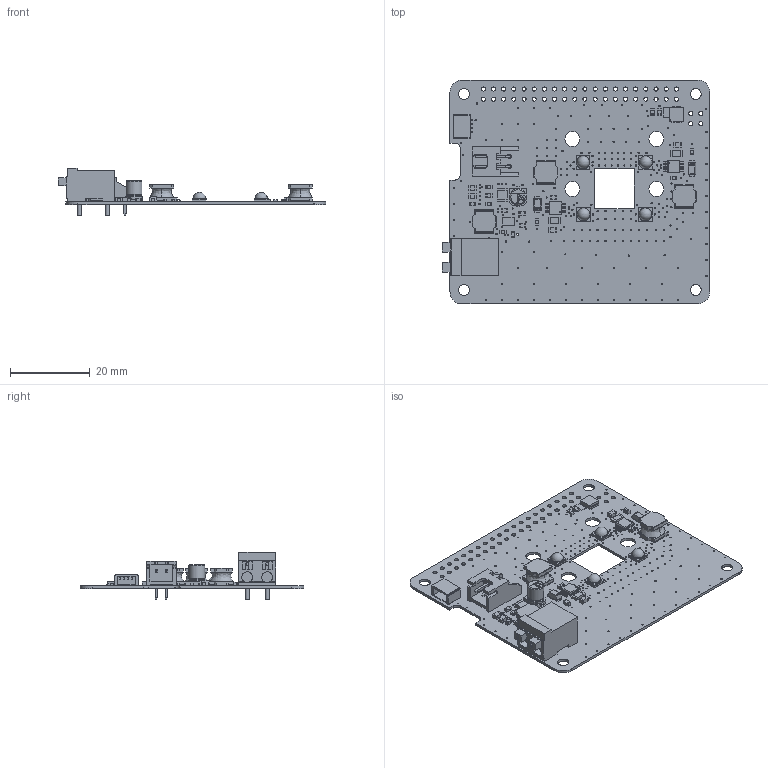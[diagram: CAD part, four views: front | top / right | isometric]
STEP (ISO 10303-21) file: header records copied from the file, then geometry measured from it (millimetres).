
FILE_DESCRIPTION(/* description */ (''),/* implementation_level */ '2;1');
FILE_NAME(/* name */ 'VIS-90000-R03 - SnakeEyes RPi Vision Board v9.step',/* time_stamp */ '2021-12-28T22:20:34-06:00',/* author */ (''),/* organization */ (''),/* preprocessor_version */ 'ST-DEVELOPER v18.1',/* originating_system */ 'Autodesk Translation Framework v10.10.0.1391',/* authorisation */ '');
FILE_SCHEMA (('AUTOMOTIVE_DESIGN { 1 0 10303 214 3 1 1 }'));
Length unit declared in the file: millimetre
Products named in the file (24): VIS-90000-R03 - SnakeEyes RPi Vision Board; Board; Packages; -SRN6045; AL_CAP-SMD-4MM; capicitor_4x5.5x1; Base_Φ4Capacitor; LEDM345X345X226; MSOP-8EP_DIO; SOD523; JST_S2B-XH-A(LF)(SN); SM04B-SRSS-TB; SOD_34FA_ONS; RNX-WSON12; FRAME-RNX0012B_AF0; BODY-QFN_AF0; POWERPAK_1212-8S; 1824740000; C0603K; C0805K; C1210K; R0603; R1206; RPI_PICAM_V2
Assembly tree (47 placements, depth 4):
  VIS-90000-R03 - SnakeEyes RPi Vision Board
    Board
    Packages
      -SRN6045  x3
      AL_CAP-SMD-4MM
        capicitor_4x5.5x1
        Base_Φ4Capacitor
      LEDM345X345X226  x4
      MSOP-8EP_DIO  x2
      SOD523
      JST_S2B-XH-A(LF)(SN)
      SM04B-SRSS-TB
      SOD_34FA_ONS  x2
      RNX-WSON12
        FRAME-RNX0012B_AF0
        BODY-QFN_AF0
      POWERPAK_1212-8S
      1824740000
      C0603K  x10
      C0805K  x4
      C1210K
      R0603  x5
      R1206  x2
      RPI_PICAM_V2
Bounding box: 66.94 x 56 x 12 mm (x, y, z)
Volume: 3847.1 mm3; surface area: 10713.4 mm2
Topology: 110 solids, 110 shells, 2302 faces, 5735 edges, 3703 vertices
Faces by surface type: plane 1525, cylinder 660, sphere 84, bspline 22, torus 11
Full cylindrical faces by diameter (mm): 0.155 x2, 0.305 x319, 0.406 x2, 0.5 x1, 0.58 x1, 0.7 x2, 0.9 x6, 0.95 x4, 0.98 x1, 1 x2, 1.016 x44, 1.1 x4, 2.42 x1, 2.5 x1, 2.75 x6, 2.8 x1, 3.56 x1, 3.75 x4, 3.9 x1, 4 x1
Entity records: 49101 total; most frequent: CARTESIAN_POINT 8871, DIRECTION 7941, ORIENTED_EDGE 7658, EDGE_CURVE 3829, LINE 2683, VECTOR 2683, AXIS2_PLACEMENT_3D 2629, VERTEX_POINT 2511
